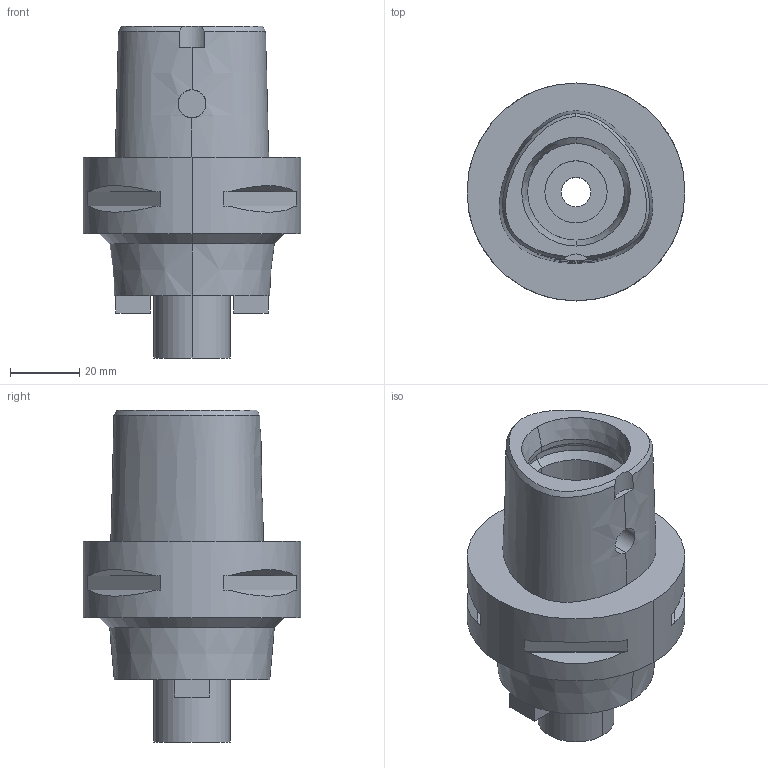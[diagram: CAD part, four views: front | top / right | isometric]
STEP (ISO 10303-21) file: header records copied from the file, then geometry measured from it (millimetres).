
FILE_DESCRIPTION((''),'2;1');
FILE_NAME('C6-FMC22-40','2019-01-28T',('ykawabe'),(''),'CREO PARAMETRIC BY PTC INC, 2016380','CREO PARAMETRIC BY PTC INC, 2016380','');
FILE_SCHEMA(('AUTOMOTIVE_DESIGN { 1 0 10303 214 1 1 1 1 }'));
Length unit declared in the file: millimetre
Products named in the file (1): C6-FMC22-40
Bounding box: 63 x 63 x 96 mm (x, y, z)
Volume: 133273 mm3; surface area: 25017.7 mm2
Topology: 1 solids, 1 shells, 81 faces, 188 edges, 117 vertices
Faces by surface type: plane 46, cylinder 21, cone 8, bspline 4, torus 2
Entity records: 4026 total; most frequent: CARTESIAN_POINT 1470, DIRECTION 398, ORIENTED_EDGE 376, PRESENTATION_STYLE_ASSIGNMENT 193, STYLED_ITEM 193, CURVE_STYLE 192, EDGE_CURVE 188, AXIS2_PLACEMENT_3D 154
